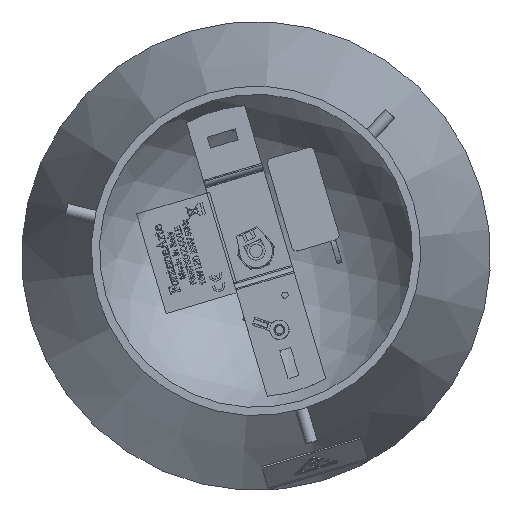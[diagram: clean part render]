
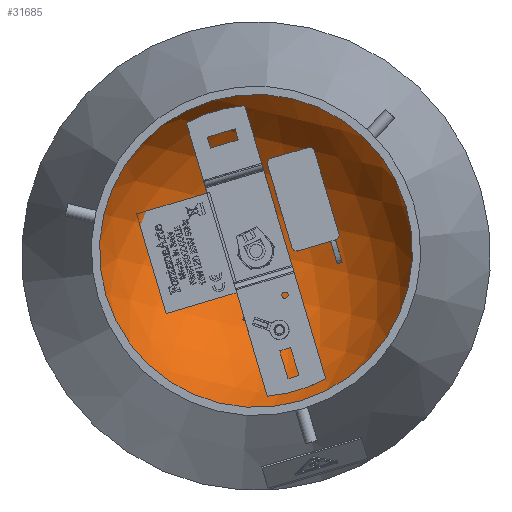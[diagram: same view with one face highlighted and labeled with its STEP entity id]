
A CAD part, top view. The second image highlights one B-rep face of the part: STEP entity #31685.
In plain terms, the highlighted spherical face has radius 66.383 mm.
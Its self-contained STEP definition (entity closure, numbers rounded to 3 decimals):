
#341=SPHERICAL_SURFACE('',#35400,66.383);
#529=FACE_BOUND('',#5199,.T.);
#3378=FACE_OUTER_BOUND('',#5198,.T.);
#5198=EDGE_LOOP('',(#27724));
#5199=EDGE_LOOP('',(#27725,#27726,#27727,#27728,#27729,#27730,#27731,#27732,
#27733,#27734,#27735,#27736));
#12513=CIRCLE('',#35369,66.375);
#12514=CIRCLE('',#35371,66.375);
#12515=CIRCLE('',#35373,66.375);
#12516=CIRCLE('',#35375,66.375);
#12522=CIRCLE('',#35384,6.609);
#12523=CIRCLE('',#35386,6.609);
#12524=CIRCLE('',#35388,66.375);
#12525=CIRCLE('',#35390,66.375);
#12527=CIRCLE('',#35393,6.609);
#12532=CIRCLE('',#35401,61.758);
#12533=CIRCLE('',#35402,3.75);
#12534=CIRCLE('',#35403,3.75);
#12535=CIRCLE('',#35404,3.75);
#15242=VERTEX_POINT('',#63139);
#15243=VERTEX_POINT('',#63141);
#15244=VERTEX_POINT('',#63148);
#15245=VERTEX_POINT('',#63149);
#15250=VERTEX_POINT('',#63163);
#15251=VERTEX_POINT('',#63165);
#15252=VERTEX_POINT('',#63172);
#15253=VERTEX_POINT('',#63173);
#15259=VERTEX_POINT('',#63195);
#15260=VERTEX_POINT('',#63204);
#15263=VERTEX_POINT('',#63211);
#15264=VERTEX_POINT('',#63213);
#15268=VERTEX_POINT('',#63232);
#19503=EDGE_CURVE('',#15242,#15243,#12513,.F.);
#19505=EDGE_CURVE('',#15244,#15245,#12514,.F.);
#19511=EDGE_CURVE('',#15250,#15251,#12515,.F.);
#19513=EDGE_CURVE('',#15252,#15253,#12516,.F.);
#19523=EDGE_CURVE('',#15259,#15251,#12522,.F.);
#19525=EDGE_CURVE('',#15252,#15243,#12523,.F.);
#19526=EDGE_CURVE('',#15259,#15260,#12524,.F.);
#19530=EDGE_CURVE('',#15263,#15264,#12525,.F.);
#19533=EDGE_CURVE('',#15244,#15264,#12527,.F.);
#19538=EDGE_CURVE('',#15268,#15268,#12532,.F.);
#19539=EDGE_CURVE('',#15263,#15260,#12533,.F.);
#19540=EDGE_CURVE('',#15250,#15253,#12534,.F.);
#19541=EDGE_CURVE('',#15242,#15245,#12535,.F.);
#27724=ORIENTED_EDGE('',*,*,#19538,.F.);
#27725=ORIENTED_EDGE('',*,*,#19530,.F.);
#27726=ORIENTED_EDGE('',*,*,#19539,.T.);
#27727=ORIENTED_EDGE('',*,*,#19526,.F.);
#27728=ORIENTED_EDGE('',*,*,#19523,.T.);
#27729=ORIENTED_EDGE('',*,*,#19511,.F.);
#27730=ORIENTED_EDGE('',*,*,#19540,.T.);
#27731=ORIENTED_EDGE('',*,*,#19513,.F.);
#27732=ORIENTED_EDGE('',*,*,#19525,.T.);
#27733=ORIENTED_EDGE('',*,*,#19503,.F.);
#27734=ORIENTED_EDGE('',*,*,#19541,.T.);
#27735=ORIENTED_EDGE('',*,*,#19505,.F.);
#27736=ORIENTED_EDGE('',*,*,#19533,.T.);
#31685=ADVANCED_FACE('',(#3378,#529),#341,.F.);
#35369=AXIS2_PLACEMENT_3D('',#63142,#42916,#42917);
#35371=AXIS2_PLACEMENT_3D('',#63150,#42920,#42921);
#35373=AXIS2_PLACEMENT_3D('',#63166,#42928,#42929);
#35375=AXIS2_PLACEMENT_3D('',#63174,#42932,#42933);
#35384=AXIS2_PLACEMENT_3D('',#63196,#42953,#42954);
#35386=AXIS2_PLACEMENT_3D('',#63202,#42957,#42958);
#35388=AXIS2_PLACEMENT_3D('',#63205,#42961,#42962);
#35390=AXIS2_PLACEMENT_3D('',#63214,#42968,#42969);
#35393=AXIS2_PLACEMENT_3D('',#63221,#42974,#42975);
#35400=AXIS2_PLACEMENT_3D('',#63231,#42988,#42989);
#35401=AXIS2_PLACEMENT_3D('',#63233,#42990,#42991);
#35402=AXIS2_PLACEMENT_3D('',#63234,#42992,#42993);
#35403=AXIS2_PLACEMENT_3D('',#63235,#42994,#42995);
#35404=AXIS2_PLACEMENT_3D('',#63236,#42996,#42997);
#42916=DIRECTION('center_axis',(0.866,0.,-0.5));
#42917=DIRECTION('ref_axis',(-0.5,0.,-0.866));
#42920=DIRECTION('center_axis',(-0.866,0.,0.5));
#42921=DIRECTION('ref_axis',(0.5,0.,0.866));
#42928=DIRECTION('center_axis',(-0.866,0.,-0.5));
#42929=DIRECTION('ref_axis',(-0.5,0.,0.866));
#42932=DIRECTION('center_axis',(0.866,0.,0.5));
#42933=DIRECTION('ref_axis',(0.5,0.,-0.866));
#42953=DIRECTION('center_axis',(0.,1.,0.));
#42954=DIRECTION('ref_axis',(0.,0.,1.));
#42957=DIRECTION('center_axis',(0.,1.,0.));
#42958=DIRECTION('ref_axis',(0.,0.,1.));
#42961=DIRECTION('center_axis',(0.,0.,-1.));
#42962=DIRECTION('ref_axis',(-1.,0.,0.));
#42968=DIRECTION('center_axis',(0.,0.,1.));
#42969=DIRECTION('ref_axis',(1.,0.,0.));
#42974=DIRECTION('center_axis',(0.,1.,0.));
#42975=DIRECTION('ref_axis',(0.,0.,1.));
#42988=DIRECTION('center_axis',(0.,0.,1.));
#42989=DIRECTION('ref_axis',(1.,0.,0.));
#42990=DIRECTION('center_axis',(0.,1.,0.));
#42991=DIRECTION('ref_axis',(0.,0.,1.));
#42992=DIRECTION('center_axis',(0.,1.,0.));
#42993=DIRECTION('ref_axis',(0.,0.,1.));
#42994=DIRECTION('center_axis',(0.,1.,0.));
#42995=DIRECTION('ref_axis',(0.,0.,1.));
#42996=DIRECTION('center_axis',(0.,1.,0.));
#42997=DIRECTION('ref_axis',(0.,0.,1.));
#63139=CARTESIAN_POINT('',(2.673,-41.932,2.63));
#63141=CARTESIAN_POINT('',(4.132,-41.708,5.158));
#63142=CARTESIAN_POINT('Origin',(0.866,24.344,-0.5));
#63148=CARTESIAN_POINT('',(2.4,-41.708,6.158));
#63149=CARTESIAN_POINT('',(0.941,-41.932,3.63));
#63150=CARTESIAN_POINT('Origin',(-0.866,24.344,0.5));
#63163=CARTESIAN_POINT('',(0.941,-41.932,-3.63));
#63165=CARTESIAN_POINT('',(2.4,-41.708,-6.158));
#63166=CARTESIAN_POINT('Origin',(-0.866,24.344,-0.5));
#63172=CARTESIAN_POINT('',(4.132,-41.708,-5.158));
#63173=CARTESIAN_POINT('',(2.673,-41.932,-2.63));
#63174=CARTESIAN_POINT('Origin',(0.866,24.344,0.5));
#63195=CARTESIAN_POINT('',(-6.533,-41.708,-1.));
#63196=CARTESIAN_POINT('Origin',(0.,-41.708,0.));
#63202=CARTESIAN_POINT('Origin',(0.,-41.708,0.));
#63204=CARTESIAN_POINT('',(-3.614,-41.932,-1.));
#63205=CARTESIAN_POINT('Origin',(0.,24.344,-1.));
#63211=CARTESIAN_POINT('',(-3.614,-41.932,1.));
#63213=CARTESIAN_POINT('',(-6.533,-41.708,1.));
#63214=CARTESIAN_POINT('Origin',(0.,24.344,1.));
#63221=CARTESIAN_POINT('Origin',(0.,-41.708,0.));
#63231=CARTESIAN_POINT('Origin',(0.,24.344,0.));
#63232=CARTESIAN_POINT('',(0.,0.,61.758));
#63233=CARTESIAN_POINT('Origin',(0.,0.,0.));
#63234=CARTESIAN_POINT('Origin',(0.,-41.932,0.));
#63235=CARTESIAN_POINT('Origin',(0.,-41.932,0.));
#63236=CARTESIAN_POINT('Origin',(0.,-41.932,0.));
